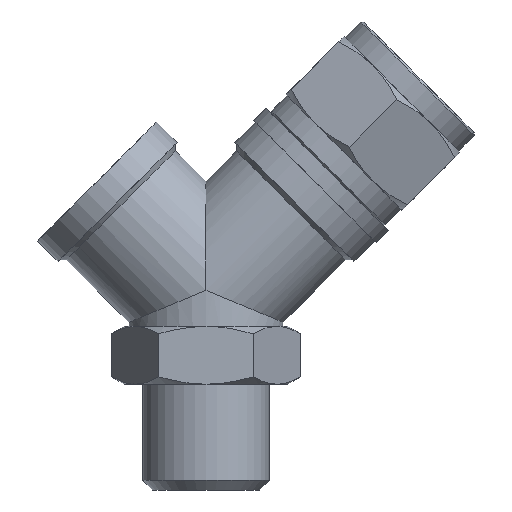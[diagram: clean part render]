
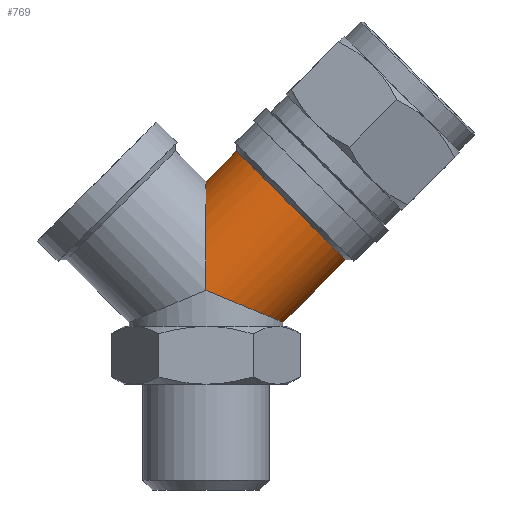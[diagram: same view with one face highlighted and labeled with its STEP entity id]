
A CAD part, front view. The second image highlights one B-rep face of the part: STEP entity #769.
In plain terms, the highlighted cylindrical face has radius 8 mm (diameter 16 mm), a full revolution.
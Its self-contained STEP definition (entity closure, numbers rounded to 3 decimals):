
#679=CARTESIAN_POINT('',(0.,-8.,20.75));
#680=VERTEX_POINT('',#679);
#681=CARTESIAN_POINT('',(0.,8.,20.75));
#682=VERTEX_POINT('',#681);
#683=CARTESIAN_POINT('',(0.,0.,20.75));
#684=DIRECTION('',(-1.0,0.0,0.0));
#685=DIRECTION('',(0.0,0.0,1.0));
#686=AXIS2_PLACEMENT_3D('',#683,#684,#685);
#687=ELLIPSE('',#686,11.314,8.);
#688=EDGE_CURVE('',#680,#682,#687,.T.);
#719=CARTESIAN_POINT('',(14.496,0.,23.932));
#720=VERTEX_POINT('',#719);
#721=CARTESIAN_POINT('',(8.839,0.,29.589));
#722=DIRECTION('',(0.707,0.0,0.707));
#723=DIRECTION('',(-0.707,0.,0.707));
#724=AXIS2_PLACEMENT_3D('',#721,#722,#723);
#725=CIRCLE('',#724,8.);
#726=EDGE_CURVE('',#720,#720,#725,.T.);
#751=CARTESIAN_POINT('',(0.,0.,20.75));
#752=DIRECTION('',(0.707,0.0,0.707));
#753=DIRECTION('',(-0.707,0.,0.707));
#754=AXIS2_PLACEMENT_3D('',#751,#752,#753);
#755=CYLINDRICAL_SURFACE('',#754,8.);
#756=ORIENTED_EDGE('',*,*,#688,.F.);
#757=CARTESIAN_POINT('',(0.,0.,20.75));
#758=DIRECTION('',(-0.383,0.0,-0.924));
#759=DIRECTION('',(-0.924,0.,0.383));
#760=AXIS2_PLACEMENT_3D('',#757,#758,#759);
#761=ELLIPSE('',#760,8.659,8.);
#762=EDGE_CURVE('',#682,#680,#761,.T.);
#763=ORIENTED_EDGE('',*,*,#762,.F.);
#764=EDGE_LOOP('',(#756,#763));
#765=FACE_OUTER_BOUND('',#764,.T.);
#766=ORIENTED_EDGE('',*,*,#726,.F.);
#767=EDGE_LOOP('',(#766));
#768=FACE_BOUND('',#767,.T.);
#769=ADVANCED_FACE('',(#765,#768),#755,.T.);
